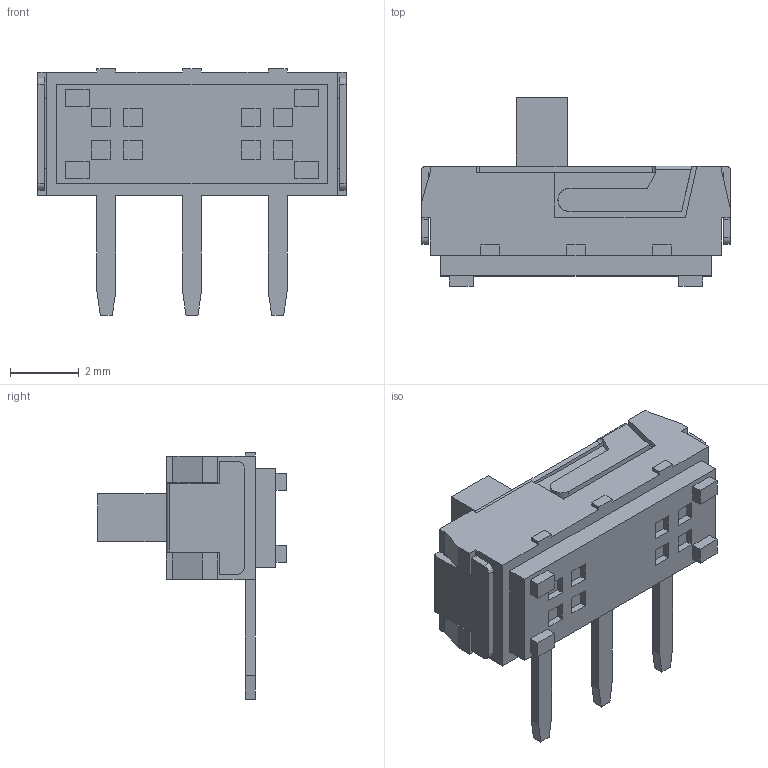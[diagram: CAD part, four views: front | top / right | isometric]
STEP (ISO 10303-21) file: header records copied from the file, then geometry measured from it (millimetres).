
FILE_DESCRIPTION((''),'2;1');
FILE_NAME('SK-3260D-01-L1','2020-09-10T',('cwg'),(''),'PRO/ENGINEER BY PARAMETRIC TECHNOLOGY CORPORATION, 2010280','PRO/ENGINEER BY PARAMETRIC TECHNOLOGY CORPORATION, 2010280','');
FILE_SCHEMA(('CONFIG_CONTROL_DESIGN'));
Length unit declared in the file: millimetre
Products named in the file (1): SK-3260D-01-L1
Bounding box: 9 x 5.5 x 7.2 mm (x, y, z)
Volume: 100.7 mm3; surface area: 207.3 mm2
Topology: 1 solids, 1 shells, 223 faces, 612 edges, 407 vertices
Faces by surface type: plane 207, cylinder 15, extrusion 1
Entity records: 7026 total; most frequent: CARTESIAN_POINT 1289, ORIENTED_EDGE 1224, DIRECTION 1080, EDGE_CURVE 612, VECTOR 582, LINE 581, VERTEX_POINT 407, AXIS2_PLACEMENT_3D 249
